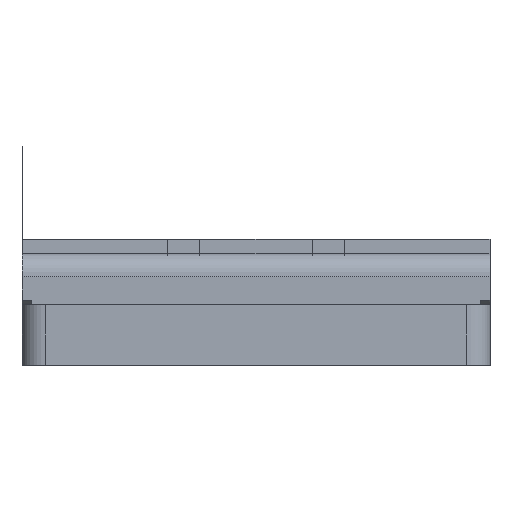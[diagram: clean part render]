
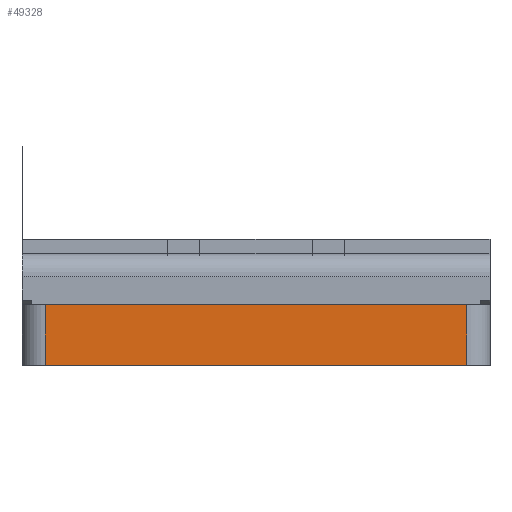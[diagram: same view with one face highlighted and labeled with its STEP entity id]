
A CAD part, front view. The second image highlights one B-rep face of the part: STEP entity #49328.
In plain terms, the highlighted planar face has unit normal (0, -1, 0).
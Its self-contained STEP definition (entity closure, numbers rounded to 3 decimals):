
#1168 = PLANE('',#1169);
#1169 = AXIS2_PLACEMENT_3D('',#1170,#1171,#1172);
#1170 = CARTESIAN_POINT('',(-36.,3.885,-1.));
#1171 = DIRECTION('',(0.,0.,-1.));
#1172 = DIRECTION('',(-1.,0.,0.));
#4689 = PLANE('',#4690);
#4690 = AXIS2_PLACEMENT_3D('',#4691,#4692,#4693);
#4691 = CARTESIAN_POINT('',(-61.,-68.,5.5));
#4692 = DIRECTION('',(0.,0.,1.));
#4693 = DIRECTION('',(1.,0.,0.));
#4975 = VERTEX_POINT('',#4976);
#4976 = CARTESIAN_POINT('',(-13.5,-68.,-1.));
#4991 = CYLINDRICAL_SURFACE('',#4992,2.5);
#4992 = AXIS2_PLACEMENT_3D('',#4993,#4994,#4995);
#4993 = CARTESIAN_POINT('',(-13.5,-65.5,-1.));
#4994 = DIRECTION('',(0.,0.,1.));
#4995 = DIRECTION('',(1.,0.,0.));
#5003 = EDGE_CURVE('',#5004,#4975,#5006,.T.);
#5004 = VERTEX_POINT('',#5005);
#5005 = CARTESIAN_POINT('',(-58.5,-68.,-1.));
#5006 = SURFACE_CURVE('',#5007,(#5011,#5018),.PCURVE_S1.);
#5007 = LINE('',#5008,#5009);
#5008 = CARTESIAN_POINT('',(-61.,-68.,-1.));
#5009 = VECTOR('',#5010,1.);
#5010 = DIRECTION('',(1.,0.,0.));
#5011 = PCURVE('',#1168,#5012);
#5012 = DEFINITIONAL_REPRESENTATION('',(#5013),#5017);
#5013 = LINE('',#5014,#5015);
#5014 = CARTESIAN_POINT('',(25.,-71.885));
#5015 = VECTOR('',#5016,1.);
#5016 = DIRECTION('',(-1.,0.));
#5017 = ( GEOMETRIC_REPRESENTATION_CONTEXT(2) 
PARAMETRIC_REPRESENTATION_CONTEXT() REPRESENTATION_CONTEXT('2D SPACE',''
  ) );
#5018 = PCURVE('',#5019,#5024);
#5019 = PLANE('',#5020);
#5020 = AXIS2_PLACEMENT_3D('',#5021,#5022,#5023);
#5021 = CARTESIAN_POINT('',(-61.,-68.,-1.));
#5022 = DIRECTION('',(0.,1.,0.));
#5023 = DIRECTION('',(0.,0.,1.));
#5024 = DEFINITIONAL_REPRESENTATION('',(#5025),#5029);
#5025 = LINE('',#5026,#5027);
#5026 = CARTESIAN_POINT('',(0.,0.));
#5027 = VECTOR('',#5028,1.);
#5028 = DIRECTION('',(0.,1.));
#5029 = ( GEOMETRIC_REPRESENTATION_CONTEXT(2) 
PARAMETRIC_REPRESENTATION_CONTEXT() REPRESENTATION_CONTEXT('2D SPACE',''
  ) );
#5052 = CYLINDRICAL_SURFACE('',#5053,2.5);
#5053 = AXIS2_PLACEMENT_3D('',#5054,#5055,#5056);
#5054 = CARTESIAN_POINT('',(-58.5,-65.5,-1.));
#5055 = DIRECTION('',(0.,0.,1.));
#5056 = DIRECTION('',(-1.,0.,0.));
#48898 = VERTEX_POINT('',#48899);
#48899 = CARTESIAN_POINT('',(-58.5,-68.,5.5));
#48921 = EDGE_CURVE('',#48898,#48922,#48924,.T.);
#48922 = VERTEX_POINT('',#48923);
#48923 = CARTESIAN_POINT('',(-13.5,-68.,5.5));
#48924 = SURFACE_CURVE('',#48925,(#48929,#48936),.PCURVE_S1.);
#48925 = LINE('',#48926,#48927);
#48926 = CARTESIAN_POINT('',(-61.,-68.,5.5));
#48927 = VECTOR('',#48928,1.);
#48928 = DIRECTION('',(1.,0.,0.));
#48929 = PCURVE('',#4689,#48930);
#48930 = DEFINITIONAL_REPRESENTATION('',(#48931),#48935);
#48931 = LINE('',#48932,#48933);
#48932 = CARTESIAN_POINT('',(0.,0.));
#48933 = VECTOR('',#48934,1.);
#48934 = DIRECTION('',(1.,0.));
#48935 = ( GEOMETRIC_REPRESENTATION_CONTEXT(2) 
PARAMETRIC_REPRESENTATION_CONTEXT() REPRESENTATION_CONTEXT('2D SPACE',''
  ) );
#48936 = PCURVE('',#5019,#48937);
#48937 = DEFINITIONAL_REPRESENTATION('',(#48938),#48942);
#48938 = LINE('',#48939,#48940);
#48939 = CARTESIAN_POINT('',(6.5,0.));
#48940 = VECTOR('',#48941,1.);
#48941 = DIRECTION('',(0.,1.));
#48942 = ( GEOMETRIC_REPRESENTATION_CONTEXT(2) 
PARAMETRIC_REPRESENTATION_CONTEXT() REPRESENTATION_CONTEXT('2D SPACE',''
  ) );
#49306 = EDGE_CURVE('',#4975,#48922,#49307,.T.);
#49307 = SURFACE_CURVE('',#49308,(#49312,#49319),.PCURVE_S1.);
#49308 = LINE('',#49309,#49310);
#49309 = CARTESIAN_POINT('',(-13.5,-68.,-1.));
#49310 = VECTOR('',#49311,1.);
#49311 = DIRECTION('',(0.,0.,1.));
#49312 = PCURVE('',#4991,#49313);
#49313 = DEFINITIONAL_REPRESENTATION('',(#49314),#49318);
#49314 = LINE('',#49315,#49316);
#49315 = CARTESIAN_POINT('',(-1.571,0.));
#49316 = VECTOR('',#49317,1.);
#49317 = DIRECTION('',(0.,1.));
#49318 = ( GEOMETRIC_REPRESENTATION_CONTEXT(2) 
PARAMETRIC_REPRESENTATION_CONTEXT() REPRESENTATION_CONTEXT('2D SPACE',''
  ) );
#49319 = PCURVE('',#5019,#49320);
#49320 = DEFINITIONAL_REPRESENTATION('',(#49321),#49325);
#49321 = LINE('',#49322,#49323);
#49322 = CARTESIAN_POINT('',(0.,47.5));
#49323 = VECTOR('',#49324,1.);
#49324 = DIRECTION('',(1.,0.));
#49325 = ( GEOMETRIC_REPRESENTATION_CONTEXT(2) 
PARAMETRIC_REPRESENTATION_CONTEXT() REPRESENTATION_CONTEXT('2D SPACE',''
  ) );
#49328 = ADVANCED_FACE('',(#49329),#5019,.F.);
#49329 = FACE_BOUND('',#49330,.F.);
#49330 = EDGE_LOOP('',(#49331,#49332,#49353,#49354));
#49331 = ORIENTED_EDGE('',*,*,#5003,.F.);
#49332 = ORIENTED_EDGE('',*,*,#49333,.T.);
#49333 = EDGE_CURVE('',#5004,#48898,#49334,.T.);
#49334 = SURFACE_CURVE('',#49335,(#49339,#49346),.PCURVE_S1.);
#49335 = LINE('',#49336,#49337);
#49336 = CARTESIAN_POINT('',(-58.5,-68.,-1.));
#49337 = VECTOR('',#49338,1.);
#49338 = DIRECTION('',(0.,0.,1.));
#49339 = PCURVE('',#5019,#49340);
#49340 = DEFINITIONAL_REPRESENTATION('',(#49341),#49345);
#49341 = LINE('',#49342,#49343);
#49342 = CARTESIAN_POINT('',(0.,2.5));
#49343 = VECTOR('',#49344,1.);
#49344 = DIRECTION('',(1.,0.));
#49345 = ( GEOMETRIC_REPRESENTATION_CONTEXT(2) 
PARAMETRIC_REPRESENTATION_CONTEXT() REPRESENTATION_CONTEXT('2D SPACE',''
  ) );
#49346 = PCURVE('',#5052,#49347);
#49347 = DEFINITIONAL_REPRESENTATION('',(#49348),#49352);
#49348 = LINE('',#49349,#49350);
#49349 = CARTESIAN_POINT('',(1.571,0.));
#49350 = VECTOR('',#49351,1.);
#49351 = DIRECTION('',(0.,1.));
#49352 = ( GEOMETRIC_REPRESENTATION_CONTEXT(2) 
PARAMETRIC_REPRESENTATION_CONTEXT() REPRESENTATION_CONTEXT('2D SPACE',''
  ) );
#49353 = ORIENTED_EDGE('',*,*,#48921,.T.);
#49354 = ORIENTED_EDGE('',*,*,#49306,.F.);
